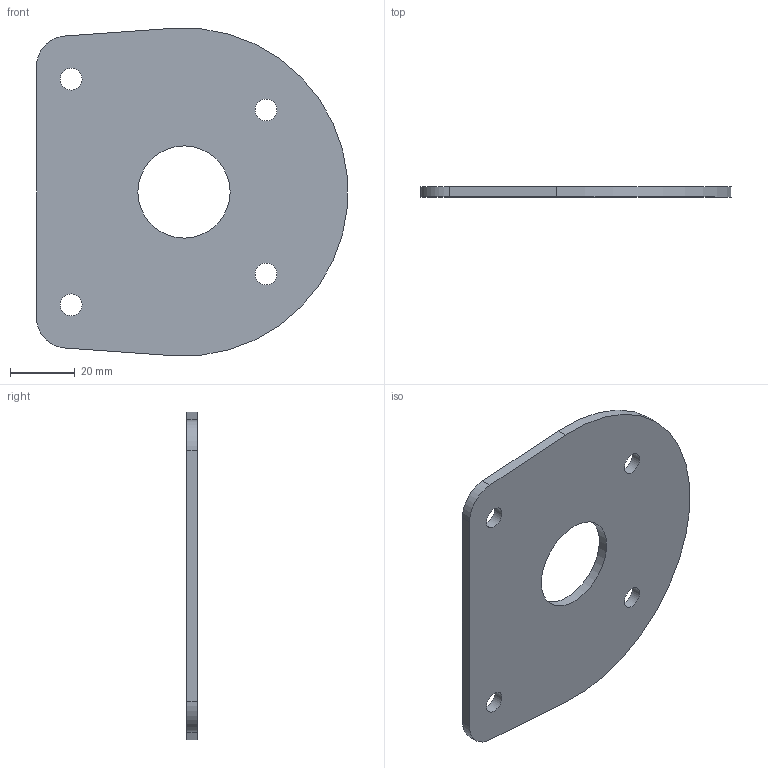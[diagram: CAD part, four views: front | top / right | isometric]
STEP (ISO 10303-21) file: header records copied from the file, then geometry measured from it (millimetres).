
FILE_DESCRIPTION (( 'STEP AP214' ), '1' );
FILE_NAME ('GE-22444.STEP', '2021-08-25T18:48:20', ( '' ), ( '' ), 'SwSTEP 2.0', 'SolidWorks 2021', '' );
FILE_SCHEMA (( 'AUTOMOTIVE_DESIGN' ));
Length unit declared in the file: inch
Products named in the file (1): GE-22444
Bounding box: 96.28 x 3.17 x 101.34 mm (x, y, z)
Volume: 24574.8 mm3; surface area: 17112.9 mm2
Topology: 1 solids, 1 shells, 13 faces, 33 edges, 22 vertices
Faces by surface type: cylinder 8, plane 5
Full cylindrical faces by diameter (mm): 6.756 x4, 28.562 x1
Entity records: 438 total; most frequent: DIRECTION 72, CARTESIAN_POINT 64, ORIENTED_EDGE 56, AXIS2_PLACEMENT_3D 30, EDGE_LOOP 28, EDGE_CURVE 28, VERTEX_POINT 22, FACE_OUTER_BOUND 18
